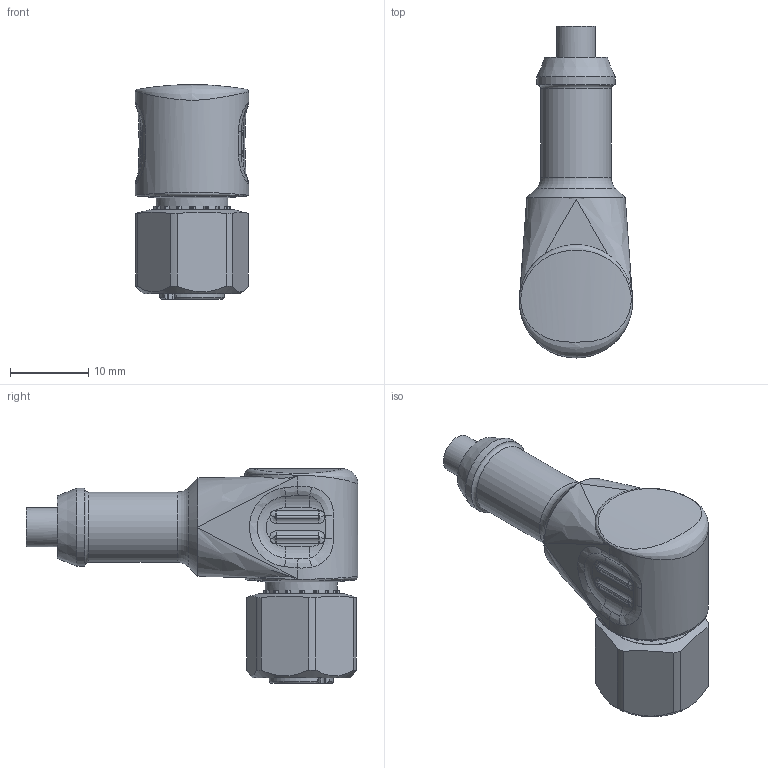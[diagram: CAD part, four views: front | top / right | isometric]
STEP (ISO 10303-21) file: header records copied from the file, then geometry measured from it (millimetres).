
FILE_DESCRIPTION(/* description */ (''),/* implementation_level */ '2;1');
FILE_NAME(/* name */ '00 7630 0341 001_00.stp',/* time_stamp */ '2013-12-02T15:59:42+01:00',/* author */ (''),/* organization */ (''),/* preprocessor_version */ 'ST-DEVELOPER v14',/* originating_system */ 'SIEMENS PLM Software NX 8.0',/* authorisation */ '');
FILE_SCHEMA (('AUTOMOTIVE_DESIGN { 1 0 10303 214 3 1 1 1 }'));
Length unit declared in the file: millimetre
Products named in the file (1): cerl1734A7666ocf
Bounding box: 14.5 x 42.5 x 27.5 mm (x, y, z)
Volume: 5948.4 mm3; surface area: 3287.9 mm2
Topology: 1 solids, 1 shells, 327 faces, 849 edges, 530 vertices
Faces by surface type: plane 145, cylinder 90, bspline 63, cone 11, torus 10, sphere 8
Full cylindrical faces by diameter (mm): 1.1 x3, 1.2 x2, 1.6 x3, 5 x1, 8.2 x1, 9 x1, 9.2 x1, 10 x1, 10.9 x1, 11 x1, 14.5 x1
Entity records: 13007 total; most frequent: CARTESIAN_POINT 5630, ORIENTED_EDGE 1586, DIRECTION 1444, EDGE_CURVE 793, AXIS2_PLACEMENT_3D 561, VERTEX_POINT 512, EDGE_LOOP 369, ADVANCED_FACE 326
